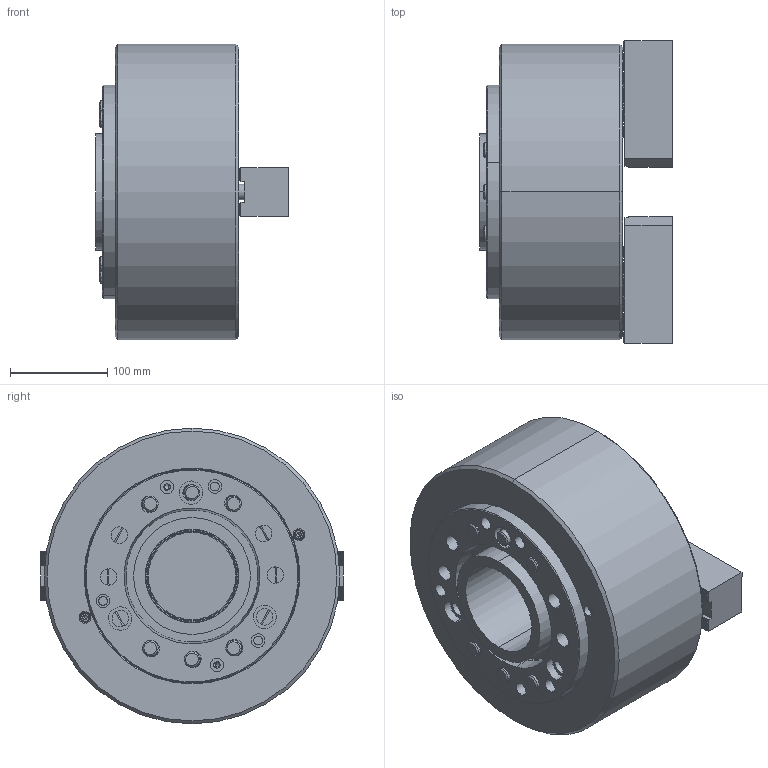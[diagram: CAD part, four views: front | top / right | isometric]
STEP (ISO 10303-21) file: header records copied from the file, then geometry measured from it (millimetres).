
FILE_DESCRIPTION (( 'STEP AP203' ), '1' );
FILE_NAME ('CF-2L-12A8.STEP', '2019-12-19T03:37:16', ( 'temp' ), ( '' ), 'SwSTEP 2.0', 'SolidWorks 2016', '' );
FILE_SCHEMA (( 'CONFIG_CONTROL_DESIGN' ));
Length unit declared in the file: metre
Products named in the file (11): SJ-12H; 圓頭內六角螺栓_M16x40; 圓頭內六角螺栓_M16x125; CF-2L-12-01000; 3H-10-11000-A8法蘭; CF-2L-12-02000; CF-2L-12A8; CF-2L-12-09000; CF-2L-12-08000; 半圓頭六角孔螺栓_M5x10; 無頭六角孔螺絲_M10x20
Assembly tree (22 placements, depth 2):
  CF-2L-12A8
    CF-2L-12-01000
    CF-2L-12-02000
    CF-2L-12-09000
    CF-2L-12-08000
    半圓頭六角孔螺栓_M5x10  x3
    無頭六角孔螺絲_M10x20  x2
    SJ-12H  x2
    圓頭內六角螺栓_M16x40  x4
    圓頭內六角螺栓_M16x125  x6
    3H-10-11000-A8法蘭
Bounding box: 198.25 x 310.8 x 304 mm (x, y, z)
Volume: 8601267.5 mm3; surface area: 749353.1 mm2
Topology: 22 solids, 22 shells, 1842 faces, 4999 edges, 3242 vertices
Faces by surface type: plane 1137, cylinder 515, cone 154, torus 24, bspline 12
Entity records: 33182 total; most frequent: CARTESIAN_POINT 6865, ORIENTED_EDGE 5414, DIRECTION 4911, EDGE_CURVE 2707, VECTOR 1797, LINE 1797, VERTEX_POINT 1767, AXIS2_PLACEMENT_3D 1557
